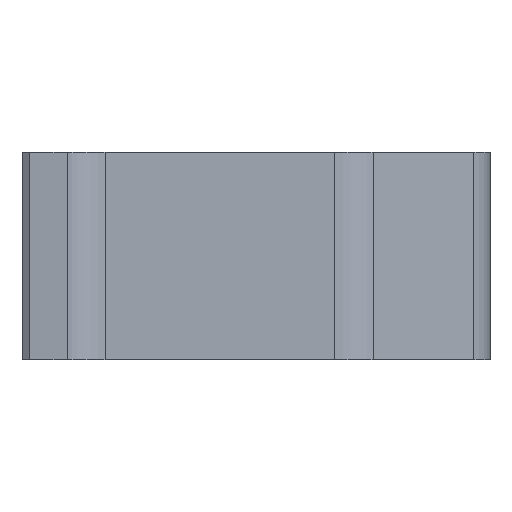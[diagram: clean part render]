
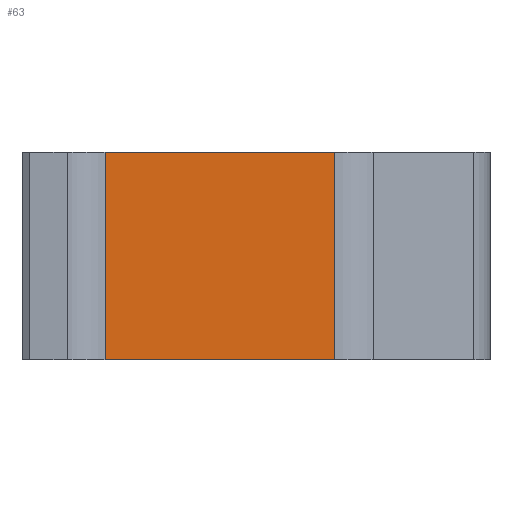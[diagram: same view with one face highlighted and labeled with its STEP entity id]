
A CAD part, front view. The second image highlights one B-rep face of the part: STEP entity #63.
In plain terms, the highlighted planar face has unit normal (0, -1, 0).
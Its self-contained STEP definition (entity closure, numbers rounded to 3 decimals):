
#39 = LINE ( 'NONE', #122, #743 ) ;
#63 = ADVANCED_FACE ( 'NONE', ( #133 ), #476, .F. ) ;
#97 = VERTEX_POINT ( 'NONE', #415 ) ;
#122 = CARTESIAN_POINT ( 'NONE',  ( 11.77, 14.809, -45. ) ) ;
#133 = FACE_OUTER_BOUND ( 'NONE', #268, .T. ) ;
#140 = VECTOR ( 'NONE', #497, 1000. ) ;
#165 = CARTESIAN_POINT ( 'NONE',  ( 11.77, 14.809, -45. ) ) ;
#173 = LINE ( 'NONE', #441, #791 ) ;
#215 = ORIENTED_EDGE ( 'NONE', *, *, #532, .F. ) ;
#226 = DIRECTION ( 'NONE',  ( 0., 1., 0. ) ) ;
#233 = AXIS2_PLACEMENT_3D ( 'NONE', #165, #226, #663 ) ;
#249 = CARTESIAN_POINT ( 'NONE',  ( 67.734, 14.809, -45. ) ) ;
#268 = EDGE_LOOP ( 'NONE', ( #275, #723, #215, #652 ) ) ;
#272 = LINE ( 'NONE', #249, #140 ) ;
#275 = ORIENTED_EDGE ( 'NONE', *, *, #628, .T. ) ;
#298 = VERTEX_POINT ( 'NONE', #515 ) ;
#334 = CARTESIAN_POINT ( 'NONE',  ( 18.017, 14.809, -45. ) ) ;
#404 = EDGE_CURVE ( 'NONE', #97, #298, #789, .T. ) ;
#415 = CARTESIAN_POINT ( 'NONE',  ( 18.017, 14.809, -45. ) ) ;
#441 = CARTESIAN_POINT ( 'NONE',  ( 11.77, 14.809, 0. ) ) ;
#464 = CARTESIAN_POINT ( 'NONE',  ( 67.734, 14.809, -45. ) ) ;
#476 = PLANE ( 'NONE',  #233 ) ;
#494 = VERTEX_POINT ( 'NONE', #464 ) ;
#497 = DIRECTION ( 'NONE',  ( 0., 0., 1. ) ) ;
#502 = DIRECTION ( 'NONE',  ( -1., 0., 0. ) ) ;
#515 = CARTESIAN_POINT ( 'NONE',  ( 18.017, 14.809, 0. ) ) ;
#532 = EDGE_CURVE ( 'NONE', #494, #97, #39, .T. ) ;
#543 = VERTEX_POINT ( 'NONE', #621 ) ;
#549 = DIRECTION ( 'NONE',  ( -1., 0., 0. ) ) ;
#580 = DIRECTION ( 'NONE',  ( 0., 0., 1. ) ) ;
#621 = CARTESIAN_POINT ( 'NONE',  ( 67.734, 14.809, 0. ) ) ;
#628 = EDGE_CURVE ( 'NONE', #543, #298, #173, .T. ) ;
#652 = ORIENTED_EDGE ( 'NONE', *, *, #700, .T. ) ;
#663 = DIRECTION ( 'NONE',  ( 0., 0., 1. ) ) ;
#700 = EDGE_CURVE ( 'NONE', #494, #543, #272, .T. ) ;
#723 = ORIENTED_EDGE ( 'NONE', *, *, #404, .F. ) ;
#733 = VECTOR ( 'NONE', #580, 1000. ) ;
#743 = VECTOR ( 'NONE', #549, 1000. ) ;
#789 = LINE ( 'NONE', #334, #733 ) ;
#791 = VECTOR ( 'NONE', #502, 1000. ) ;
